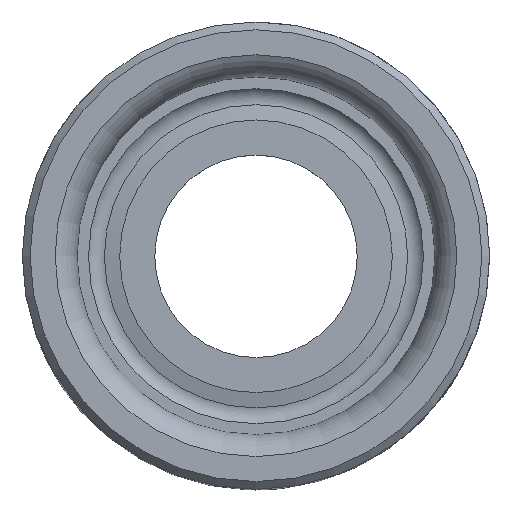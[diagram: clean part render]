
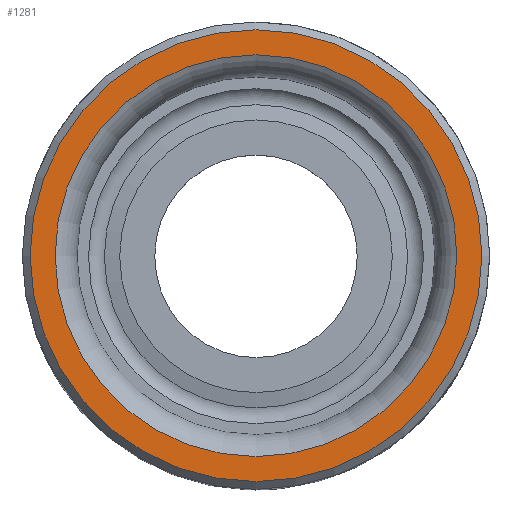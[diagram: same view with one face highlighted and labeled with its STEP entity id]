
A CAD part, top view. The second image highlights one B-rep face of the part: STEP entity #1281.
In plain terms, the highlighted planar face has unit normal (0, 0, 1).
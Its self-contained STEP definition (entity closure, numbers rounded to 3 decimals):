
#163=PLANE('',#1353);
#200=CIRCLE('',#1354,5.158);
#201=CIRCLE('',#1355,5.8);
#263=ORIENTED_EDGE('',*,*,#509,.T.);
#264=ORIENTED_EDGE('',*,*,#510,.T.);
#509=EDGE_CURVE('',#631,#631,#200,.T.);
#510=EDGE_CURVE('',#632,#632,#201,.T.);
#631=VERTEX_POINT('',#1783);
#632=VERTEX_POINT('',#1785);
#712=EDGE_LOOP('',(#263));
#713=EDGE_LOOP('',(#264));
#789=FACE_BOUND('',#712,.T.);
#790=FACE_BOUND('',#713,.T.);
#1281=ADVANCED_FACE('',(#789,#790),#163,.T.);
#1353=AXIS2_PLACEMENT_3D('',#1781,#1488,#1489);
#1354=AXIS2_PLACEMENT_3D('',#1782,#1490,#1491);
#1355=AXIS2_PLACEMENT_3D('',#1784,#1492,#1493);
#1488=DIRECTION('',(0.,0.,1.));
#1489=DIRECTION('',(1.,0.,0.));
#1490=DIRECTION('',(0.,0.,-1.));
#1491=DIRECTION('',(-1.,0.,0.));
#1492=DIRECTION('',(0.,0.,1.));
#1493=DIRECTION('',(1.,0.,0.));
#1781=CARTESIAN_POINT('',(0.,0.,10.8));
#1782=CARTESIAN_POINT('',(0.,0.,10.8));
#1783=CARTESIAN_POINT('',(-5.158,0.,10.8));
#1784=CARTESIAN_POINT('',(0.,0.,10.8));
#1785=CARTESIAN_POINT('',(5.8,0.,10.8));
